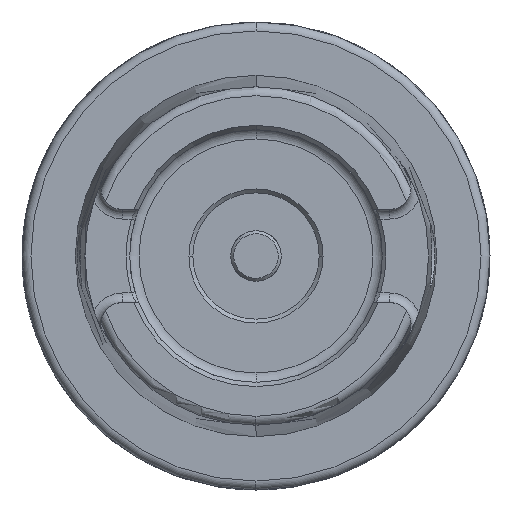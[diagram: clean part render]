
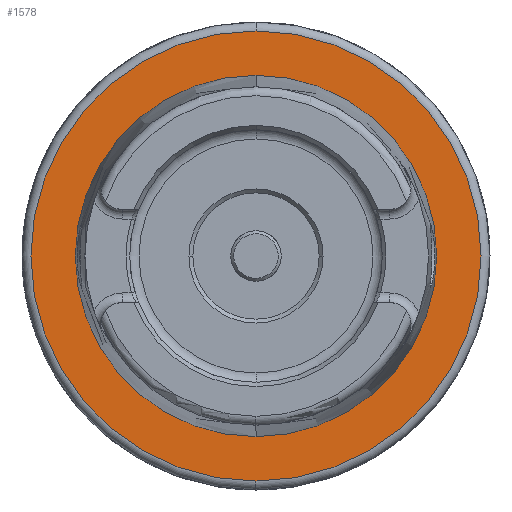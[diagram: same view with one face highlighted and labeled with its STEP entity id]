
A CAD part, left-side view. The second image highlights one B-rep face of the part: STEP entity #1578.
In plain terms, the highlighted planar face has unit normal (-1, 0, 0).
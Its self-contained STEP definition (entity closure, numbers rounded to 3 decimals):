
#133 = ORIENTED_EDGE ( 'NONE', *, *, #423, .T. ) ;
#324 = VERTEX_POINT ( 'NONE', #12214 ) ;
#423 = EDGE_CURVE ( 'NONE', #3962, #4620, #3903, .T. ) ;
#736 = CARTESIAN_POINT ( 'NONE',  ( 0.05, 0., 0. ) ) ;
#806 = ORIENTED_EDGE ( 'NONE', *, *, #7990, .T. ) ;
#1231 = CARTESIAN_POINT ( 'NONE',  ( 0.05, 0., 0. ) ) ;
#1487 = DIRECTION ( 'NONE',  ( 0., 1., 0. ) ) ;
#1561 = EDGE_CURVE ( 'NONE', #324, #12208, #7660, .T. ) ;
#1578 = ADVANCED_FACE ( 'NONE', ( #11976, #5467 ), #2753, .T. ) ;
#1710 = DIRECTION ( 'NONE',  ( 1., 0., 0. ) ) ;
#2389 = EDGE_CURVE ( 'NONE', #12208, #324, #5604, .T. ) ;
#2753 = PLANE ( 'NONE',  #3101 ) ;
#3101 = AXIS2_PLACEMENT_3D ( 'NONE', #3919, #5766, #11241 ) ;
#3322 = CARTESIAN_POINT ( 'NONE',  ( 0.05, 0., 0. ) ) ;
#3903 = CIRCLE ( 'NONE', #6863, 24.321 ) ;
#3919 = CARTESIAN_POINT ( 'NONE',  ( 0.05, 24.321, 0. ) ) ;
#3962 = VERTEX_POINT ( 'NONE', #11674 ) ;
#4194 = DIRECTION ( 'NONE',  ( 1., 0., 0. ) ) ;
#4620 = VERTEX_POINT ( 'NONE', #11648 ) ;
#4714 = ORIENTED_EDGE ( 'NONE', *, *, #1561, .F. ) ;
#5268 = ORIENTED_EDGE ( 'NONE', *, *, #2389, .F. ) ;
#5467 = FACE_OUTER_BOUND ( 'NONE', #11368, .T. ) ;
#5604 = CIRCLE ( 'NONE', #8372, 30.3 ) ;
#5662 = EDGE_LOOP ( 'NONE', ( #806, #133 ) ) ;
#5683 = AXIS2_PLACEMENT_3D ( 'NONE', #736, #1710, #8254 ) ;
#5766 = DIRECTION ( 'NONE',  ( -1., 0., 0. ) ) ;
#5821 = CARTESIAN_POINT ( 'NONE',  ( 0.05, 0., 0. ) ) ;
#6263 = CARTESIAN_POINT ( 'NONE',  ( 0.05, -30.3, 0. ) ) ;
#6863 = AXIS2_PLACEMENT_3D ( 'NONE', #5821, #9789, #9600 ) ;
#7660 = CIRCLE ( 'NONE', #5683, 30.3 ) ;
#7990 = EDGE_CURVE ( 'NONE', #4620, #3962, #12160, .T. ) ;
#8254 = DIRECTION ( 'NONE',  ( 0., 1., 0. ) ) ;
#8372 = AXIS2_PLACEMENT_3D ( 'NONE', #3322, #10887, #1487 ) ;
#8955 = DIRECTION ( 'NONE',  ( 0., 1., 0. ) ) ;
#9600 = DIRECTION ( 'NONE',  ( 0., 1., 0. ) ) ;
#9789 = DIRECTION ( 'NONE',  ( 1., 0., 0. ) ) ;
#9986 = AXIS2_PLACEMENT_3D ( 'NONE', #1231, #4194, #8955 ) ;
#10887 = DIRECTION ( 'NONE',  ( 1., 0., 0. ) ) ;
#11241 = DIRECTION ( 'NONE',  ( 0., -1., 0. ) ) ;
#11368 = EDGE_LOOP ( 'NONE', ( #4714, #5268 ) ) ;
#11648 = CARTESIAN_POINT ( 'NONE',  ( 0.05, 24.321, 0. ) ) ;
#11674 = CARTESIAN_POINT ( 'NONE',  ( 0.05, -24.321, 0. ) ) ;
#11976 = FACE_BOUND ( 'NONE', #5662, .T. ) ;
#12160 = CIRCLE ( 'NONE', #9986, 24.321 ) ;
#12208 = VERTEX_POINT ( 'NONE', #6263 ) ;
#12214 = CARTESIAN_POINT ( 'NONE',  ( 0.05, 30.3, 0. ) ) ;
